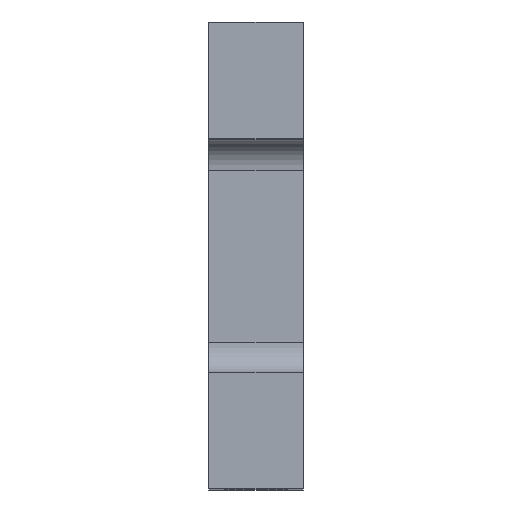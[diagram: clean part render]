
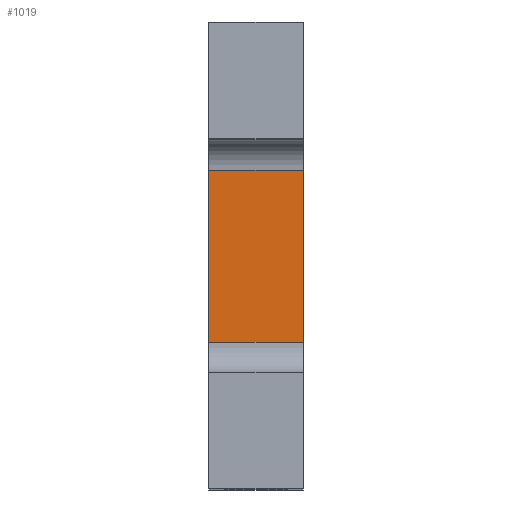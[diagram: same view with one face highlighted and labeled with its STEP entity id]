
A CAD part, top view. The second image highlights one B-rep face of the part: STEP entity #1019.
In plain terms, the highlighted planar face has unit normal (0, 0, 1).
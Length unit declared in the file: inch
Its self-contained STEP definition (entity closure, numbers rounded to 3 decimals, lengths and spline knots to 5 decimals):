
#1=DIRECTION('',(0.,-1.,0.));
#2=VECTOR('',#1,0.346);
#3=CARTESIAN_POINT('',(-0.095,0.173,-0.10514));
#4=LINE('',#3,#2);
#53=DIRECTION('',(1.,0.,0.));
#54=VECTOR('',#53,0.19);
#55=CARTESIAN_POINT('',(-0.095,0.173,-0.10514));
#56=LINE('',#55,#54);
#57=DIRECTION('',(1.,0.,0.));
#58=VECTOR('',#57,0.19);
#59=CARTESIAN_POINT('',(-0.095,-0.173,-0.10514));
#60=LINE('',#59,#58);
#249=DIRECTION('',(0.,-1.,0.));
#250=VECTOR('',#249,0.346);
#251=CARTESIAN_POINT('',(0.095,0.173,-0.10514));
#252=LINE('',#251,#250);
#855=CARTESIAN_POINT('',(-0.095,0.173,-0.10514));
#856=CARTESIAN_POINT('',(0.095,0.173,-0.10514));
#857=VERTEX_POINT('',#855);
#858=VERTEX_POINT('',#856);
#867=CARTESIAN_POINT('',(-0.095,-0.173,-0.10514));
#868=CARTESIAN_POINT('',(0.095,-0.173,-0.10514));
#869=VERTEX_POINT('',#867);
#870=VERTEX_POINT('',#868);
#1005=CARTESIAN_POINT('',(-0.095,0.235,-0.10514));
#1006=DIRECTION('',(0.,0.,1.));
#1007=DIRECTION('',(0.,-1.,0.));
#1008=AXIS2_PLACEMENT_3D('',#1005,#1006,#1007);
#1009=PLANE('',#1008);
#1011=ORIENTED_EDGE('',*,*,#1010,.T.);
#1013=ORIENTED_EDGE('',*,*,#1012,.T.);
#1015=ORIENTED_EDGE('',*,*,#1014,.F.);
#1016=ORIENTED_EDGE('',*,*,#970,.F.);
#1017=EDGE_LOOP('',(#1011,#1013,#1015,#1016));
#1018=FACE_OUTER_BOUND('',#1017,.F.);
#1019=ADVANCED_FACE('',(#1018),#1009,.T.);
#970=EDGE_CURVE('',#857,#869,#4,.T.);
#1010=EDGE_CURVE('',#857,#858,#56,.T.);
#1012=EDGE_CURVE('',#858,#870,#252,.T.);
#1014=EDGE_CURVE('',#869,#870,#60,.T.);
